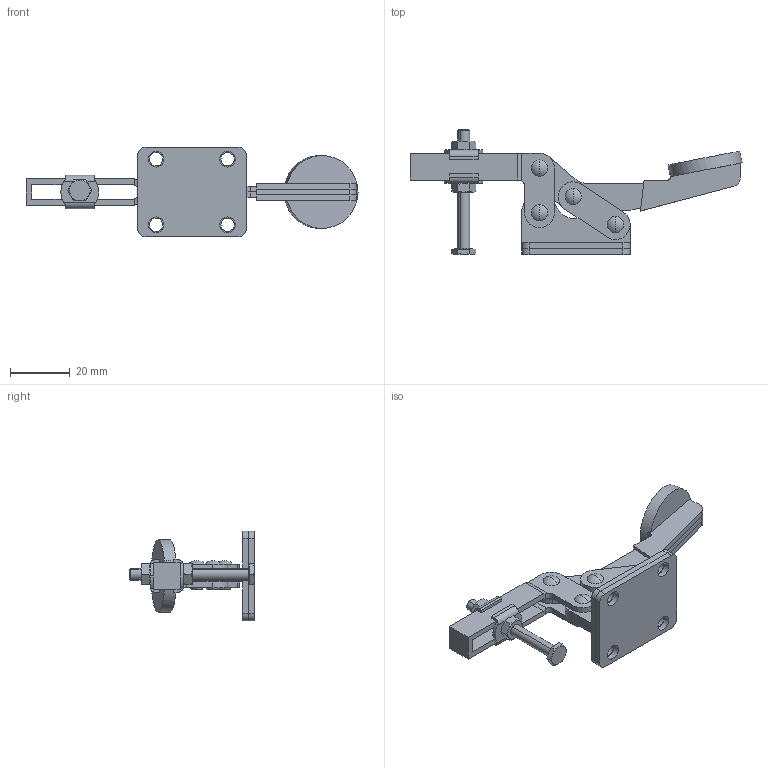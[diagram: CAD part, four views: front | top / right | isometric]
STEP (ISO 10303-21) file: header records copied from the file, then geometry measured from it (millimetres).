
FILE_DESCRIPTION (( 'STEP AP214' ), '1' );
FILE_NAME ('GH-20300(Â²¤Æ).STEP', '2020-07-16T00:50:32', ( 'LinWei' ), ( '' ), 'SwSTEP 2.0', 'SolidWorks 2016', '' );
FILE_SCHEMA (( 'AUTOMOTIVE_DESIGN' ));
Length unit declared in the file: millimetre
Products named in the file (6): Group5^GH-20300(簡化); Group4^GH-20300(簡化); Group3^GH-20300(簡化); Group2^GH-20300(簡化); Group1^GH-20300(簡化); GH-20300(簡化)
Assembly tree (5 placements, depth 2):
  GH-20300(簡化)
    Group1^GH-20300(簡化)
    Group2^GH-20300(簡化)
    Group3^GH-20300(簡化)
    Group4^GH-20300(簡化)
    Group5^GH-20300(簡化)
Bounding box: 111.56 x 42 x 30 mm (x, y, z)
Volume: 15405.3 mm3; surface area: 12699.5 mm2
Topology: 5 solids, 5 shells, 271 faces, 677 edges, 436 vertices
Faces by surface type: plane 137, cylinder 106, cone 12, torus 8, sphere 8
Entity records: 9698 total; most frequent: CARTESIAN_POINT 1744, DIRECTION 1415, ORIENTED_EDGE 1354, EDGE_CURVE 677, AXIS2_PLACEMENT_3D 523, VERTEX_POINT 436, LINE 369, VECTOR 369
